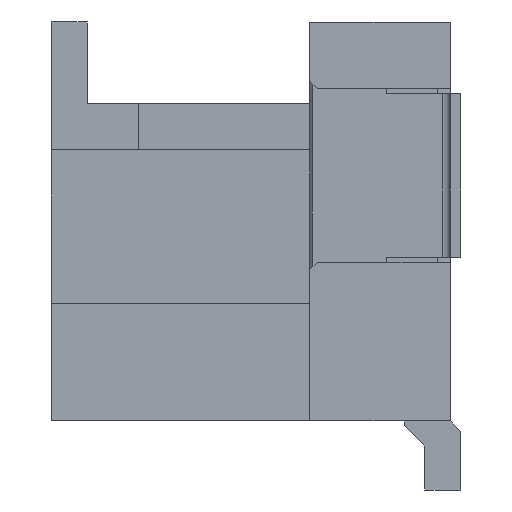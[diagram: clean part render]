
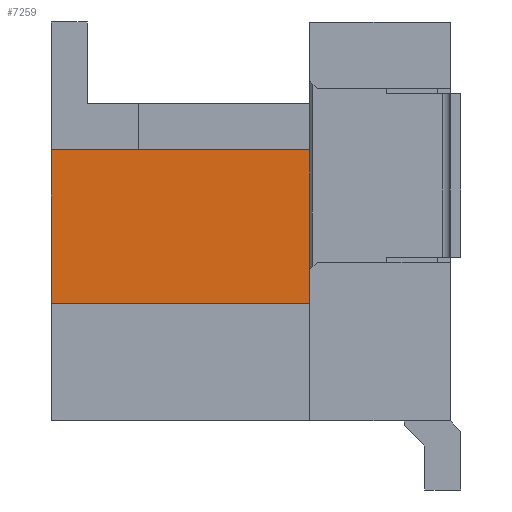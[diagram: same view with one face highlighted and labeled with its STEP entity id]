
A CAD part, left-side view. The second image highlights one B-rep face of the part: STEP entity #7259.
In plain terms, the highlighted planar face has unit normal (-1, 0, 0).
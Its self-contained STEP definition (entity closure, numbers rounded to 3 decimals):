
#389=DIRECTION('',(0.,0.,1.));
#390=VECTOR('',#389,3.);
#391=CARTESIAN_POINT('',(-13.85,4.9,-0.64));
#392=LINE('',#391,#390);
#457=DIRECTION('',(0.,0.,1.));
#458=VECTOR('',#457,2.95);
#459=CARTESIAN_POINT('',(-13.85,-0.15,
-0.59));
#460=LINE('',#459,#458);
#461=DIRECTION('',(0.,0.,1.));
#462=VECTOR('',#461,0.05);
#463=CARTESIAN_POINT('',(-13.85,-0.15,-0.64));
#464=LINE('',#463,#462);
#465=DIRECTION('',(0.,-1.,0.));
#466=VECTOR('',#465,5.05);
#467=CARTESIAN_POINT('',(-13.85,4.9,-0.64));
#468=LINE('',#467,#466);
#469=DIRECTION('',(0.,1.,0.));
#470=VECTOR('',#469,5.05);
#471=CARTESIAN_POINT('',(-13.85,-0.15,
2.36));
#472=LINE('',#471,#470);
#5189=CARTESIAN_POINT('',(-13.85,4.9,-0.64));
#5190=VERTEX_POINT('',#5189);
#5191=CARTESIAN_POINT('',(-13.85,4.9,2.36));
#5192=VERTEX_POINT('',#5191);
#5891=CARTESIAN_POINT('',(-13.85,-0.15,
-0.59));
#5892=VERTEX_POINT('',#5891);
#5893=CARTESIAN_POINT('',(-13.85,-0.15,-0.64));
#5894=VERTEX_POINT('',#5893);
#5895=CARTESIAN_POINT('',(-13.85,-0.15,
2.36));
#5896=VERTEX_POINT('',#5895);
#7244=CARTESIAN_POINT('',(-13.85,0.35,4.86));
#7245=DIRECTION('',(-1.,0.,0.));
#7246=DIRECTION('',(0.,0.,-1.));
#7247=AXIS2_PLACEMENT_3D('',#7244,#7245,#7246);
#7248=PLANE('',#7247);
#7250=ORIENTED_EDGE('',*,*,#7249,.F.);
#7252=ORIENTED_EDGE('',*,*,#7251,.F.);
#7253=ORIENTED_EDGE('',*,*,#7236,.F.);
#7254=ORIENTED_EDGE('',*,*,#7159,.T.);
#7256=ORIENTED_EDGE('',*,*,#7255,.F.);
#7257=EDGE_LOOP('',(#7250,#7252,#7253,#7254,#7256));
#7258=FACE_OUTER_BOUND('',#7257,.F.);
#7259=ADVANCED_FACE('',(#7258),#7248,.T.);
#7159=EDGE_CURVE('',#5190,#5192,#392,.T.);
#7236=EDGE_CURVE('',#5190,#5894,#468,.T.);
#7249=EDGE_CURVE('',#5892,#5896,#460,.T.);
#7251=EDGE_CURVE('',#5894,#5892,#464,.T.);
#7255=EDGE_CURVE('',#5896,#5192,#472,.T.);
